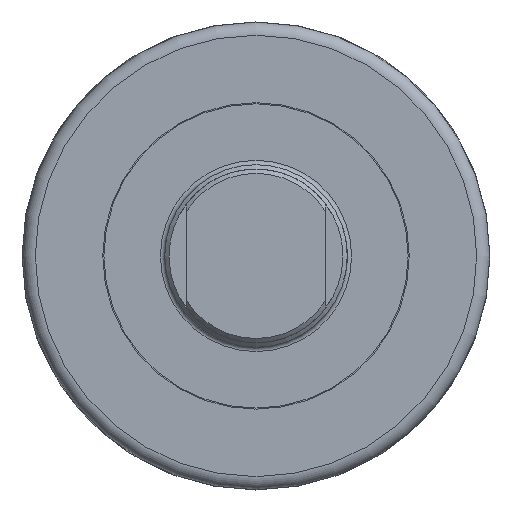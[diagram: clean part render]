
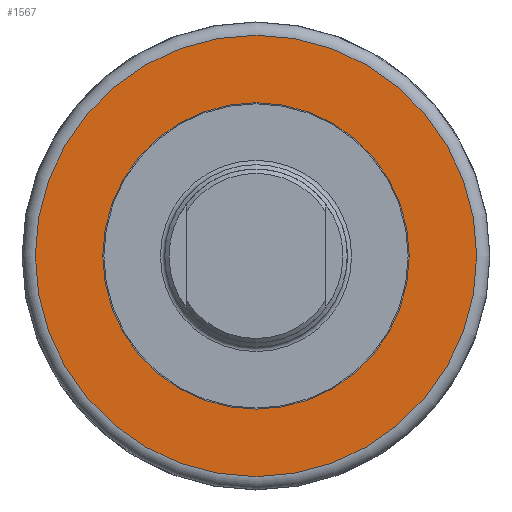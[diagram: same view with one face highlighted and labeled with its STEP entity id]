
A CAD part, left-side view. The second image highlights one B-rep face of the part: STEP entity #1567.
In plain terms, the highlighted planar face has unit normal (-1, 0, 0).
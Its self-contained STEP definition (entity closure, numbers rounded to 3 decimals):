
#88=FACE_BOUND('',#340,.T.);
#150=CIRCLE('',#1729,35.25);
#155=CIRCLE('',#1736,50.772);
#156=CIRCLE('',#1737,50.772);
#247=FACE_OUTER_BOUND('',#339,.T.);
#339=EDGE_LOOP('',(#1291,#1292));
#340=EDGE_LOOP('',(#1293));
#697=VERTEX_POINT('',#2701);
#702=VERTEX_POINT('',#2714);
#703=VERTEX_POINT('',#2715);
#906=EDGE_CURVE('',#697,#697,#150,.T.);
#912=EDGE_CURVE('',#702,#703,#155,.T.);
#913=EDGE_CURVE('',#703,#702,#156,.T.);
#1291=ORIENTED_EDGE('',*,*,#912,.F.);
#1292=ORIENTED_EDGE('',*,*,#913,.F.);
#1293=ORIENTED_EDGE('',*,*,#906,.T.);
#1494=PLANE('',#1735);
#1567=ADVANCED_FACE('',(#247,#88),#1494,.T.);
#1729=AXIS2_PLACEMENT_3D('',#2702,#2096,#2097);
#1735=AXIS2_PLACEMENT_3D('',#2713,#2109,#2110);
#1736=AXIS2_PLACEMENT_3D('',#2716,#2111,#2112);
#1737=AXIS2_PLACEMENT_3D('',#2717,#2113,#2114);
#2096=DIRECTION('center_axis',(1.,0.,0.));
#2097=DIRECTION('ref_axis',(0.,1.,0.));
#2109=DIRECTION('center_axis',(-1.,0.,0.));
#2110=DIRECTION('ref_axis',(0.,0.,
-1.));
#2111=DIRECTION('center_axis',(1.,0.,0.));
#2112=DIRECTION('ref_axis',(0.,1.,0.));
#2113=DIRECTION('center_axis',(1.,0.,0.));
#2114=DIRECTION('ref_axis',(0.,1.,0.));
#2701=CARTESIAN_POINT('',(96.8,-38.25,0.));
#2702=CARTESIAN_POINT('Origin',(96.8,-3.,0.));
#2713=CARTESIAN_POINT('Origin',(96.8,-49.615,0.));
#2714=CARTESIAN_POINT('',(96.8,-53.772,0.));
#2715=CARTESIAN_POINT('',(96.8,-3.,-50.772));
#2716=CARTESIAN_POINT('Origin',(96.8,-3.,0.));
#2717=CARTESIAN_POINT('Origin',(96.8,-3.,0.));
